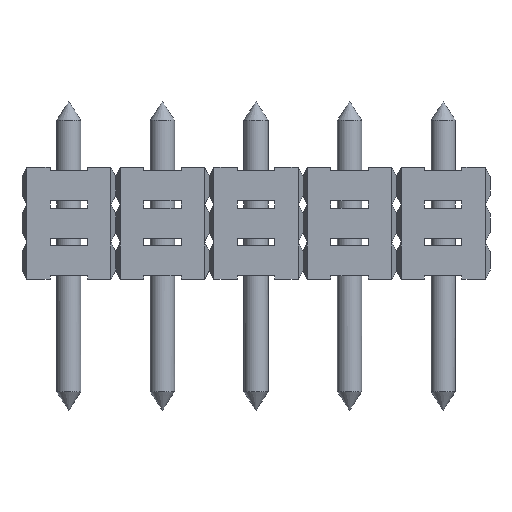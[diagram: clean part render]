
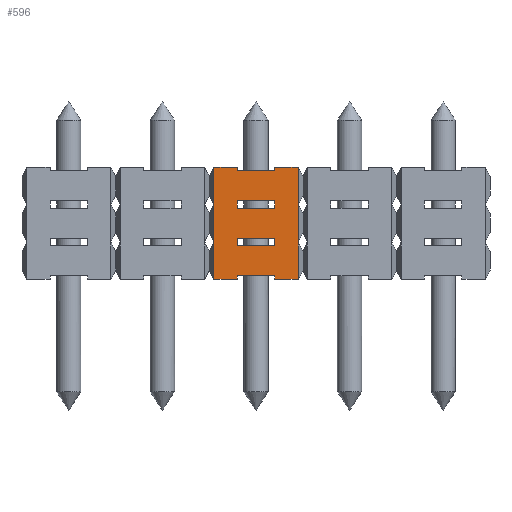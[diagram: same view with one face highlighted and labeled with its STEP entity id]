
A CAD part, front view. The second image highlights one B-rep face of the part: STEP entity #596.
In plain terms, the highlighted planar face has unit normal (0, -1, 0).
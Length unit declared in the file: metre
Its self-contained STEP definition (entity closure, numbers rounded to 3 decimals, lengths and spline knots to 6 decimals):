
#596=ADVANCED_FACE('',(#1334,#1335,#1336),#1337,.T.);
#1334=FACE_BOUND('',#2189,.T.);
#1335=FACE_OUTER_BOUND('',#2190,.T.);
#1336=FACE_BOUND('',#2191,.T.);
#1337=PLANE('',#2192);
#2189=EDGE_LOOP('',(#3924,#3925,#3926,#3927));
#2190=EDGE_LOOP('',(#3928,#3929,#3930,#3931,#3932,#3933,#3934,#3935,#3936,#3937,#3938,#3939,#3940,#3941,#3942,#3943));
#2191=EDGE_LOOP('',(#3944,#3945,#3946,#3947));
#2192=AXIS2_PLACEMENT_3D('',#3948,#3949,#3950);
#3924=ORIENTED_EDGE('',*,*,#5396,.T.);
#3925=ORIENTED_EDGE('',*,*,#4951,.T.);
#3926=ORIENTED_EDGE('',*,*,#4993,.T.);
#3927=ORIENTED_EDGE('',*,*,#4948,.T.);
#3928=ORIENTED_EDGE('',*,*,#5147,.F.);
#3929=ORIENTED_EDGE('',*,*,#4908,.F.);
#3930=ORIENTED_EDGE('',*,*,#5397,.F.);
#3931=ORIENTED_EDGE('',*,*,#5037,.T.);
#3932=ORIENTED_EDGE('',*,*,#5018,.T.);
#3933=ORIENTED_EDGE('',*,*,#5023,.T.);
#3934=ORIENTED_EDGE('',*,*,#5398,.T.);
#3935=ORIENTED_EDGE('',*,*,#5044,.T.);
#3936=ORIENTED_EDGE('',*,*,#5399,.F.);
#3937=ORIENTED_EDGE('',*,*,#4903,.F.);
#3938=ORIENTED_EDGE('',*,*,#5400,.F.);
#3939=ORIENTED_EDGE('',*,*,#5172,.T.);
#3940=ORIENTED_EDGE('',*,*,#5324,.T.);
#3941=ORIENTED_EDGE('',*,*,#5186,.T.);
#3942=ORIENTED_EDGE('',*,*,#5380,.T.);
#3943=ORIENTED_EDGE('',*,*,#5401,.T.);
#3944=ORIENTED_EDGE('',*,*,#5109,.T.);
#3945=ORIENTED_EDGE('',*,*,#5402,.T.);
#3946=ORIENTED_EDGE('',*,*,#5162,.T.);
#3947=ORIENTED_EDGE('',*,*,#5403,.T.);
#3948=CARTESIAN_POINT('',(0.105,-0.03466,-0.038506));
#3949=DIRECTION('',(0.0,-1.0,0.));
#3950=DIRECTION('',(0.0,0.,-1.0));
#4903=EDGE_CURVE('',#5691,#5833,#5872,.T.);
#4908=EDGE_CURVE('',#5782,#5811,#5878,.T.);
#4948=EDGE_CURVE('',#5939,#5937,#5940,.T.);
#4951=EDGE_CURVE('',#5943,#5944,#5945,.T.);
#4993=EDGE_CURVE('',#5944,#5939,#6012,.T.);
#5018=EDGE_CURVE('',#6051,#6049,#6052,.T.);
#5023=EDGE_CURVE('',#6049,#6057,#6059,.T.);
#5037=EDGE_CURVE('',#6079,#6051,#6080,.T.);
#5044=EDGE_CURVE('',#6090,#6088,#6091,.T.);
#5109=EDGE_CURVE('',#6197,#6195,#6198,.T.);
#5147=EDGE_CURVE('',#5811,#6257,#6258,.T.);
#5162=EDGE_CURVE('',#6278,#6279,#6280,.T.);
#5172=EDGE_CURVE('',#6295,#6293,#6296,.T.);
#5186=EDGE_CURVE('',#6318,#6316,#6319,.T.);
#5324=EDGE_CURVE('',#6293,#6318,#6497,.T.);
#5380=EDGE_CURVE('',#6316,#6560,#6562,.T.);
#5396=EDGE_CURVE('',#5937,#5943,#6580,.T.);
#5397=EDGE_CURVE('',#6079,#5782,#6581,.T.);
#5398=EDGE_CURVE('',#6057,#6090,#6582,.T.);
#5399=EDGE_CURVE('',#5833,#6088,#6583,.T.);
#5400=EDGE_CURVE('',#6295,#5691,#6584,.T.);
#5401=EDGE_CURVE('',#6560,#6257,#6585,.T.);
#5402=EDGE_CURVE('',#6195,#6278,#6586,.T.);
#5403=EDGE_CURVE('',#6279,#6197,#6587,.T.);
#5691=VERTEX_POINT('',#6936);
#5782=VERTEX_POINT('',#7070);
#5811=VERTEX_POINT('',#7112);
#5833=VERTEX_POINT('',#7145);
#5872=LINE('',#7202,#7203);
#5878=LINE('',#7211,#7212);
#5937=VERTEX_POINT('',#7288);
#5939=VERTEX_POINT('',#7291);
#5940=LINE('',#7292,#7293);
#5943=VERTEX_POINT('',#7297);
#5944=VERTEX_POINT('',#7298);
#5945=LINE('',#7299,#7300);
#6012=LINE('',#7399,#7400);
#6049=VERTEX_POINT('',#7454);
#6051=VERTEX_POINT('',#7457);
#6052=LINE('',#7458,#7459);
#6057=VERTEX_POINT('',#7466);
#6059=LINE('',#7469,#7470);
#6079=VERTEX_POINT('',#7499);
#6080=LINE('',#7500,#7501);
#6088=VERTEX_POINT('',#7512);
#6090=VERTEX_POINT('',#7515);
#6091=LINE('',#7516,#7517);
#6195=VERTEX_POINT('',#7674);
#6197=VERTEX_POINT('',#7677);
#6198=LINE('',#7678,#7679);
#6257=VERTEX_POINT('',#7770);
#6258=LINE('',#7771,#7772);
#6278=VERTEX_POINT('',#7799);
#6279=VERTEX_POINT('',#7800);
#6280=LINE('',#7801,#7802);
#6293=VERTEX_POINT('',#7819);
#6295=VERTEX_POINT('',#7822);
#6296=LINE('',#7823,#7824);
#6316=VERTEX_POINT('',#7850);
#6318=VERTEX_POINT('',#7853);
#6319=LINE('',#7854,#7855);
#6497=LINE('',#8130,#8131);
#6560=VERTEX_POINT('',#8227);
#6562=LINE('',#8230,#8231);
#6580=LINE('',#8252,#8253);
#6581=LINE('',#8254,#8255);
#6582=LINE('',#8256,#8257);
#6583=LINE('',#8258,#8259);
#6584=LINE('',#8260,#8261);
#6585=LINE('',#8262,#8263);
#6586=LINE('',#8264,#8265);
#6587=LINE('',#8266,#8267);
#6936=CARTESIAN_POINT('',(0.1029,-0.03466,-0.002));
#7070=CARTESIAN_POINT('',(0.0984,-0.03466,-0.004));
#7112=CARTESIAN_POINT('',(0.0984,-0.03466,-0.002));
#7145=CARTESIAN_POINT('',(0.1029,-0.03466,-0.004));
#7202=CARTESIAN_POINT('',(0.1029,-0.03466,-0.040506));
#7203=VECTOR('',#8691,1.0);
#7211=CARTESIAN_POINT('',(0.0984,-0.03466,-0.040506));
#7212=VECTOR('',#8694,1.0);
#7288=CARTESIAN_POINT('',(0.09965,-0.03466,-0.0038));
#7291=CARTESIAN_POINT('',(0.09965,-0.03466,-0.0042));
#7292=CARTESIAN_POINT('',(0.09965,-0.03466,-0.0038));
#7293=VECTOR('',#8737,1.0);
#7297=CARTESIAN_POINT('',(0.10165,-0.03466,-0.0038));
#7298=CARTESIAN_POINT('',(0.10165,-0.03466,-0.0042));
#7299=CARTESIAN_POINT('',(0.10165,-0.03466,-0.004));
#7300=VECTOR('',#8739,1.0);
#7399=CARTESIAN_POINT('',(0.09965,-0.03466,-0.0042));
#7400=VECTOR('',#8772,1.0);
#7454=CARTESIAN_POINT('',(0.09965,-0.03466,-0.0058));
#7457=CARTESIAN_POINT('',(0.09965,-0.03466,-0.006));
#7458=CARTESIAN_POINT('',(0.09965,-0.03466,-0.0058));
#7459=VECTOR('',#8791,1.0);
#7466=CARTESIAN_POINT('',(0.10165,-0.03466,-0.0058));
#7469=CARTESIAN_POINT('',(0.10165,-0.03466,-0.0058));
#7470=VECTOR('',#8795,1.0);
#7499=CARTESIAN_POINT('',(0.0984,-0.03466,-0.006));
#7500=CARTESIAN_POINT('',(0.09965,-0.03466,-0.006));
#7501=VECTOR('',#8808,1.0);
#7512=CARTESIAN_POINT('',(0.1029,-0.03466,-0.006));
#7515=CARTESIAN_POINT('',(0.10165,-0.03466,-0.006));
#7516=CARTESIAN_POINT('',(0.1029,-0.03466,-0.006));
#7517=VECTOR('',#8813,1.0);
#7674=CARTESIAN_POINT('',(0.10165,-0.03466,-0.0022));
#7677=CARTESIAN_POINT('',(0.10165,-0.03466,-0.0018));
#7678=CARTESIAN_POINT('',(0.10165,-0.03466,-0.002));
#7679=VECTOR('',#8871,1.0);
#7770=CARTESIAN_POINT('',(0.0984,-0.03466,0.));
#7771=CARTESIAN_POINT('',(0.0984,-0.03466,-0.038506));
#7772=VECTOR('',#8904,1.0);
#7799=CARTESIAN_POINT('',(0.09965,-0.03466,-0.0022));
#7800=CARTESIAN_POINT('',(0.09965,-0.03466,-0.0018));
#7801=CARTESIAN_POINT('',(0.09965,-0.03466,-0.0018));
#7802=VECTOR('',#8918,1.0);
#7819=CARTESIAN_POINT('',(0.10165,-0.03466,0.));
#7822=CARTESIAN_POINT('',(0.1029,-0.03466,0.));
#7823=CARTESIAN_POINT('',(0.10165,-0.03466,0.));
#7824=VECTOR('',#8927,1.0);
#7850=CARTESIAN_POINT('',(0.09965,-0.03466,-0.0002));
#7853=CARTESIAN_POINT('',(0.10165,-0.03466,-0.0002));
#7854=CARTESIAN_POINT('',(0.09965,-0.03466,-0.0002));
#7855=VECTOR('',#8941,1.0);
#8130=CARTESIAN_POINT('',(0.10165,-0.03466,-0.0002));
#8131=VECTOR('',#9057,1.0);
#8227=CARTESIAN_POINT('',(0.09965,-0.03466,0.));
#8230=CARTESIAN_POINT('',(0.09965,-0.03466,0.));
#8231=VECTOR('',#9095,1.0);
#8252=CARTESIAN_POINT('',(0.10165,-0.03466,-0.0038));
#8253=VECTOR('',#9105,1.0);
#8254=CARTESIAN_POINT('',(0.0984,-0.03466,-0.042506));
#8255=VECTOR('',#9106,1.0);
#8256=CARTESIAN_POINT('',(0.10165,-0.03466,-0.006));
#8257=VECTOR('',#9107,1.0);
#8258=CARTESIAN_POINT('',(0.1029,-0.03466,-0.042506));
#8259=VECTOR('',#9108,1.0);
#8260=CARTESIAN_POINT('',(0.1029,-0.03466,-0.038506));
#8261=VECTOR('',#9109,1.0);
#8262=CARTESIAN_POINT('',(0.0984,-0.03466,0.));
#8263=VECTOR('',#9110,1.0);
#8264=CARTESIAN_POINT('',(0.09965,-0.03466,-0.0022));
#8265=VECTOR('',#9111,1.0);
#8266=CARTESIAN_POINT('',(0.10165,-0.03466,-0.0018));
#8267=VECTOR('',#9112,1.0);
#8691=DIRECTION('',(0.,0.,-1.0));
#8694=DIRECTION('',(0.,0.,1.0));
#8737=DIRECTION('',(0.0,0.,1.0));
#8739=DIRECTION('',(0.0,0.,-1.0));
#8772=DIRECTION('',(-1.0,-0.0,0.0));
#8791=DIRECTION('',(0.0,0.,1.0));
#8795=DIRECTION('',(1.0,0.0,0.0));
#8808=DIRECTION('',(1.0,0.0,0.0));
#8813=DIRECTION('',(1.0,0.0,0.0));
#8871=DIRECTION('',(0.0,0.,-1.0));
#8904=DIRECTION('',(0.,0.,1.0));
#8918=DIRECTION('',(0.0,0.,1.0));
#8927=DIRECTION('',(-1.0,-0.0,0.0));
#8941=DIRECTION('',(-1.0,-0.0,0.0));
#9057=DIRECTION('',(0.0,0.,-1.0));
#9095=DIRECTION('',(0.0,0.,1.0));
#9105=DIRECTION('',(1.0,0.0,0.0));
#9106=DIRECTION('',(0.,0.,1.0));
#9107=DIRECTION('',(0.0,0.,-1.0));
#9108=DIRECTION('',(0.,0.,-1.0));
#9109=DIRECTION('',(0.,0.,-1.0));
#9110=DIRECTION('',(-1.0,-0.0,0.0));
#9111=DIRECTION('',(-1.0,-0.0,0.0));
#9112=DIRECTION('',(1.0,0.0,0.0));
